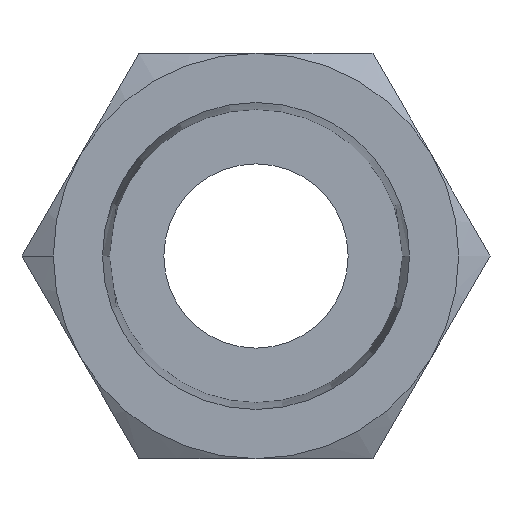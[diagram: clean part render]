
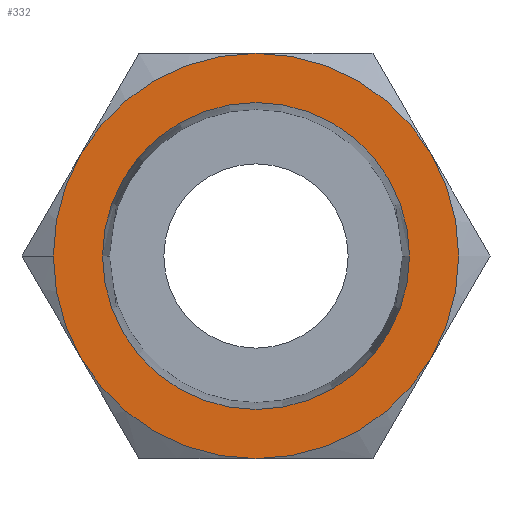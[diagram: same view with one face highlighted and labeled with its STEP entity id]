
A CAD part, front view. The second image highlights one B-rep face of the part: STEP entity #332.
In plain terms, the highlighted planar face has unit normal (0, -1, 0).
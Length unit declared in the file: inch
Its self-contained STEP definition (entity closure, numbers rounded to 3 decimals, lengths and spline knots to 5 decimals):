
#7 = DIRECTION ( 'NONE',  ( 1., 0., 0. ) ) ;
#45 = CARTESIAN_POINT ( 'NONE',  ( -0.32799, -0.55118, 0. ) ) ;
#76 = CARTESIAN_POINT ( 'NONE',  ( 0.37505, -0.55118, -0.21654 ) ) ;
#83 = VERTEX_POINT ( 'NONE', #1940 ) ;
#99 = DIRECTION ( 'NONE',  ( 0., 1., 0. ) ) ;
#148 = DIRECTION ( 'NONE',  ( -1., 0., 0. ) ) ;
#156 = DIRECTION ( 'NONE',  ( 0., 1., 0. ) ) ;
#159 = CARTESIAN_POINT ( 'NONE',  ( 0., -0.55118, 0. ) ) ;
#162 = AXIS2_PLACEMENT_3D ( 'NONE', #281, #99, #2257 ) ;
#263 = CIRCLE ( 'NONE', #379, 0.43307 ) ;
#281 = CARTESIAN_POINT ( 'NONE',  ( 0., -0.55118, 0. ) ) ;
#293 = ORIENTED_EDGE ( 'NONE', *, *, #1514, .F. ) ;
#308 = EDGE_CURVE ( 'NONE', #1147, #523, #263, .T. ) ;
#332 = ADVANCED_FACE ( 'NONE', ( #1431, #1742 ), #1180, .T. ) ;
#368 = CARTESIAN_POINT ( 'NONE',  ( 0., -0.55118, 0. ) ) ;
#379 = AXIS2_PLACEMENT_3D ( 'NONE', #1207, #1196, #1192 ) ;
#426 = ORIENTED_EDGE ( 'NONE', *, *, #820, .F. ) ;
#448 = CIRCLE ( 'NONE', #2030, 0.43307 ) ;
#490 = CARTESIAN_POINT ( 'NONE',  ( -0.43307, -0.55118, 0. ) ) ;
#523 = VERTEX_POINT ( 'NONE', #76 ) ;
#554 = DIRECTION ( 'NONE',  ( -1., 0., 0. ) ) ;
#568 = EDGE_CURVE ( 'NONE', #523, #83, #799, .T. ) ;
#616 = ORIENTED_EDGE ( 'NONE', *, *, #1268, .F. ) ;
#623 = CIRCLE ( 'NONE', #662, 0.32799 ) ;
#662 = AXIS2_PLACEMENT_3D ( 'NONE', #2133, #1109, #7 ) ;
#799 = CIRCLE ( 'NONE', #162, 0.43307 ) ;
#813 = ORIENTED_EDGE ( 'NONE', *, *, #1524, .T. ) ;
#820 = EDGE_CURVE ( 'NONE', #83, #1520, #1199, .T. ) ;
#842 = CARTESIAN_POINT ( 'NONE',  ( 0., -0.55118, 0. ) ) ;
#897 = CARTESIAN_POINT ( 'NONE',  ( -0.37505, -0.55118, 0.21654 ) ) ;
#908 = ORIENTED_EDGE ( 'NONE', *, *, #1753, .F. ) ;
#944 = CARTESIAN_POINT ( 'NONE',  ( 0., -0.55118, 0. ) ) ;
#963 = CIRCLE ( 'NONE', #1369, 0.43307 ) ;
#986 = EDGE_LOOP ( 'NONE', ( #813, #1910 ) ) ;
#996 = DIRECTION ( 'NONE',  ( 1., 0., 0. ) ) ;
#997 = DIRECTION ( 'NONE',  ( 0., -1., 0. ) ) ;
#1005 = CARTESIAN_POINT ( 'NONE',  ( -0.21654, -0.55118, 0. ) ) ;
#1035 = DIRECTION ( 'NONE',  ( -1., 0., 0. ) ) ;
#1062 = EDGE_CURVE ( 'NONE', #1976, #1863, #1603, .T. ) ;
#1109 = DIRECTION ( 'NONE',  ( 0., 1., 0. ) ) ;
#1118 = AXIS2_PLACEMENT_3D ( 'NONE', #1336, #1322, #1314 ) ;
#1119 = DIRECTION ( 'NONE',  ( 1., 0., 0. ) ) ;
#1147 = VERTEX_POINT ( 'NONE', #2054 ) ;
#1175 = CIRCLE ( 'NONE', #2037, 0.43307 ) ;
#1180 = PLANE ( 'NONE',  #1236 ) ;
#1192 = DIRECTION ( 'NONE',  ( -1., 0., 0. ) ) ;
#1196 = DIRECTION ( 'NONE',  ( 0., 1., 0. ) ) ;
#1199 = CIRCLE ( 'NONE', #1118, 0.43307 ) ;
#1207 = CARTESIAN_POINT ( 'NONE',  ( 0., -0.55118, 0. ) ) ;
#1236 = AXIS2_PLACEMENT_3D ( 'NONE', #1005, #997, #996 ) ;
#1268 = EDGE_CURVE ( 'NONE', #1520, #1976, #1175, .T. ) ;
#1280 = CARTESIAN_POINT ( 'NONE',  ( -0.37505, -0.55118, -0.21654 ) ) ;
#1314 = DIRECTION ( 'NONE',  ( -1., 0., 0. ) ) ;
#1322 = DIRECTION ( 'NONE',  ( 0., 1., 0. ) ) ;
#1332 = EDGE_LOOP ( 'NONE', ( #908, #293, #1626, #616, #426, #1590, #1682 ) ) ;
#1336 = CARTESIAN_POINT ( 'NONE',  ( 0., -0.55118, 0. ) ) ;
#1369 = AXIS2_PLACEMENT_3D ( 'NONE', #368, #1627, #554 ) ;
#1372 = VERTEX_POINT ( 'NONE', #1573 ) ;
#1431 = FACE_BOUND ( 'NONE', #986, .T. ) ;
#1484 = AXIS2_PLACEMENT_3D ( 'NONE', #944, #2138, #1119 ) ;
#1514 = EDGE_CURVE ( 'NONE', #1863, #1938, #963, .T. ) ;
#1520 = VERTEX_POINT ( 'NONE', #1280 ) ;
#1524 = EDGE_CURVE ( 'NONE', #1372, #1618, #1866, .T. ) ;
#1573 = CARTESIAN_POINT ( 'NONE',  ( 0.32799, -0.55118, 0. ) ) ;
#1590 = ORIENTED_EDGE ( 'NONE', *, *, #568, .F. ) ;
#1603 = CIRCLE ( 'NONE', #2107, 0.43307 ) ;
#1618 = VERTEX_POINT ( 'NONE', #45 ) ;
#1625 = DIRECTION ( 'NONE',  ( -1., 0., 0. ) ) ;
#1626 = ORIENTED_EDGE ( 'NONE', *, *, #1062, .F. ) ;
#1627 = DIRECTION ( 'NONE',  ( 0., 1., 0. ) ) ;
#1660 = DIRECTION ( 'NONE',  ( 0., 1., 0. ) ) ;
#1675 = CARTESIAN_POINT ( 'NONE',  ( 0., -0.55118, 0. ) ) ;
#1682 = ORIENTED_EDGE ( 'NONE', *, *, #308, .F. ) ;
#1742 = FACE_OUTER_BOUND ( 'NONE', #1332, .T. ) ;
#1753 = EDGE_CURVE ( 'NONE', #1938, #1147, #448, .T. ) ;
#1863 = VERTEX_POINT ( 'NONE', #897 ) ;
#1866 = CIRCLE ( 'NONE', #1484, 0.32799 ) ;
#1910 = ORIENTED_EDGE ( 'NONE', *, *, #2190, .T. ) ;
#1938 = VERTEX_POINT ( 'NONE', #2263 ) ;
#1940 = CARTESIAN_POINT ( 'NONE',  ( 0., -0.55118, -0.43307 ) ) ;
#1976 = VERTEX_POINT ( 'NONE', #490 ) ;
#2030 = AXIS2_PLACEMENT_3D ( 'NONE', #842, #2067, #1035 ) ;
#2037 = AXIS2_PLACEMENT_3D ( 'NONE', #1675, #1660, #1625 ) ;
#2054 = CARTESIAN_POINT ( 'NONE',  ( 0.37505, -0.55118, 0.21654 ) ) ;
#2067 = DIRECTION ( 'NONE',  ( 0., 1., 0. ) ) ;
#2107 = AXIS2_PLACEMENT_3D ( 'NONE', #159, #156, #148 ) ;
#2133 = CARTESIAN_POINT ( 'NONE',  ( 0., -0.55118, 0. ) ) ;
#2138 = DIRECTION ( 'NONE',  ( 0., 1., 0. ) ) ;
#2190 = EDGE_CURVE ( 'NONE', #1618, #1372, #623, .T. ) ;
#2257 = DIRECTION ( 'NONE',  ( -1., 0., 0. ) ) ;
#2263 = CARTESIAN_POINT ( 'NONE',  ( 0., -0.55118, 0.43307 ) ) ;
